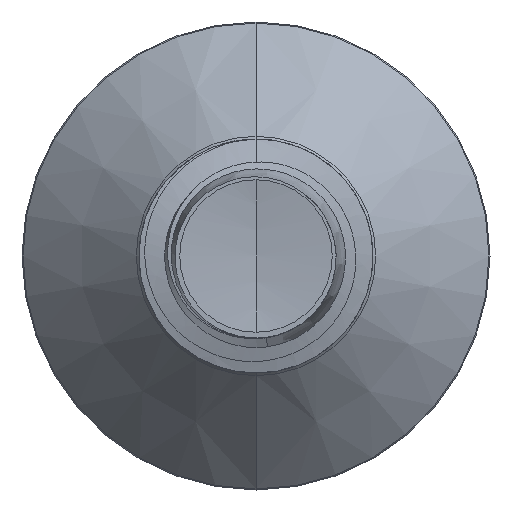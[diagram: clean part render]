
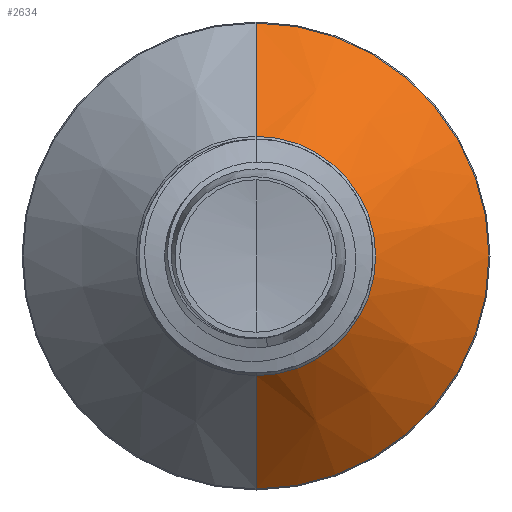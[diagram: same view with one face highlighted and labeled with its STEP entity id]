
A CAD part, front view. The second image highlights one B-rep face of the part: STEP entity #2634.
In plain terms, the highlighted conical face has half-angle 45 degrees and reference radius 2.302 mm.
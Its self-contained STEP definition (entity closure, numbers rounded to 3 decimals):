
#443 = CARTESIAN_POINT ( 'NONE',  ( 0., 4.602, 0. ) ) ;
#996 = VECTOR ( 'NONE', #14648, 1000. ) ;
#1051 = CARTESIAN_POINT ( 'NONE',  ( 0., 6.78, 0. ) ) ;
#1435 = DIRECTION ( 'NONE',  ( 0., 0.707, 0.707 ) ) ;
#1703 = DIRECTION ( 'NONE',  ( 0., 1., 0. ) ) ;
#1705 = ORIENTED_EDGE ( 'NONE', *, *, #3117, .F. ) ;
#2277 = DIRECTION ( 'NONE',  ( 0., 0., 1. ) ) ;
#2634 = ADVANCED_FACE ( 'NONE', ( #15342 ), #9030, .T. ) ;
#2949 = DIRECTION ( 'NONE',  ( 0., 0., 1. ) ) ;
#3073 = LINE ( 'NONE', #11091, #12328 ) ;
#3117 = EDGE_CURVE ( 'NONE', #3568, #9824, #5040, .T. ) ;
#3252 = AXIS2_PLACEMENT_3D ( 'NONE', #3347, #11797, #4584 ) ;
#3347 = CARTESIAN_POINT ( 'NONE',  ( 0., 4.602, 0. ) ) ;
#3530 = EDGE_CURVE ( 'NONE', #4980, #9824, #4275, .T. ) ;
#3568 = VERTEX_POINT ( 'NONE', #9986 ) ;
#4275 = LINE ( 'NONE', #8732, #996 ) ;
#4424 = CIRCLE ( 'NONE', #3252, 2.302 ) ;
#4584 = DIRECTION ( 'NONE',  ( 0., 0., 1. ) ) ;
#4963 = CARTESIAN_POINT ( 'NONE',  ( 0., 4.602, 2.302 ) ) ;
#4980 = VERTEX_POINT ( 'NONE', #9915 ) ;
#5040 = CIRCLE ( 'NONE', #12347, 4.48 ) ;
#5227 = ORIENTED_EDGE ( 'NONE', *, *, #3530, .T. ) ;
#5622 = ORIENTED_EDGE ( 'NONE', *, *, #13032, .T. ) ;
#5827 = CARTESIAN_POINT ( 'NONE',  ( 0., 6.78, -4.48 ) ) ;
#5901 = AXIS2_PLACEMENT_3D ( 'NONE', #443, #1703, #2949 ) ;
#6197 = ORIENTED_EDGE ( 'NONE', *, *, #15678, .F. ) ;
#7343 = EDGE_LOOP ( 'NONE', ( #5622, #5227, #1705, #6197 ) ) ;
#8732 = CARTESIAN_POINT ( 'NONE',  ( 0., 4.602, -2.302 ) ) ;
#9030 = CONICAL_SURFACE ( 'NONE', #5901, 2.302, 0.785 ) ;
#9580 = DIRECTION ( 'NONE',  ( 0., 1., 0. ) ) ;
#9824 = VERTEX_POINT ( 'NONE', #5827 ) ;
#9915 = CARTESIAN_POINT ( 'NONE',  ( 0., 4.602, -2.302 ) ) ;
#9986 = CARTESIAN_POINT ( 'NONE',  ( 0., 6.78, 4.48 ) ) ;
#10145 = VERTEX_POINT ( 'NONE', #4963 ) ;
#11091 = CARTESIAN_POINT ( 'NONE',  ( 0., 4.602, 2.302 ) ) ;
#11797 = DIRECTION ( 'NONE',  ( 0., 1., 0. ) ) ;
#12328 = VECTOR ( 'NONE', #1435, 1000. ) ;
#12347 = AXIS2_PLACEMENT_3D ( 'NONE', #1051, #9580, #2277 ) ;
#13032 = EDGE_CURVE ( 'NONE', #10145, #4980, #4424, .T. ) ;
#14648 = DIRECTION ( 'NONE',  ( 0., 0.707, -0.707 ) ) ;
#15342 = FACE_OUTER_BOUND ( 'NONE', #7343, .T. ) ;
#15678 = EDGE_CURVE ( 'NONE', #10145, #3568, #3073, .T. ) ;
